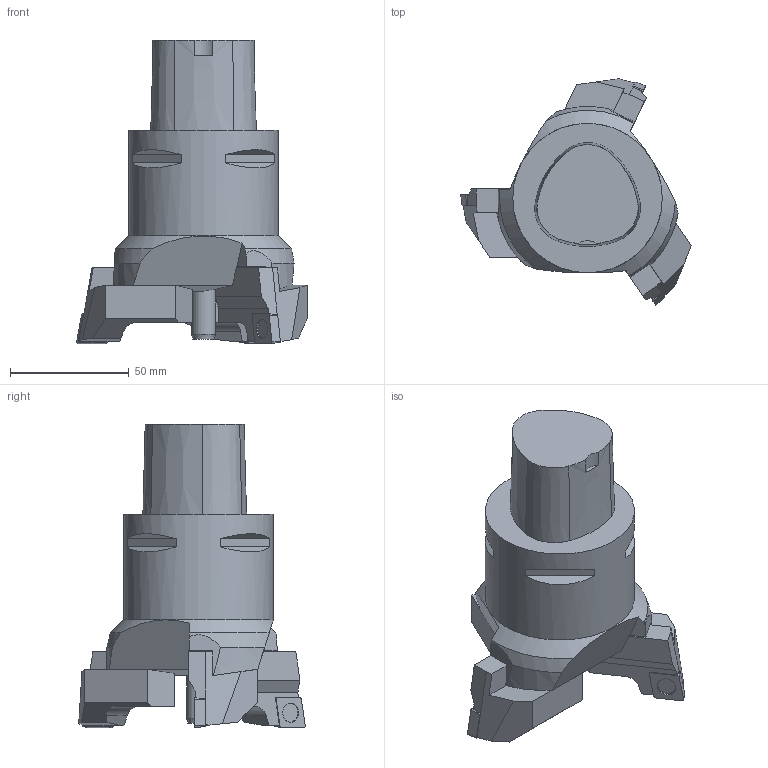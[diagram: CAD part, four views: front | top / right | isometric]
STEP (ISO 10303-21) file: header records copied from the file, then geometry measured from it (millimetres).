
FILE_DESCRIPTION(/* description */ (''),/* implementation_level */ '2;1');
FILE_NAME(/* name */ '1566376839774.stp',/* time_stamp */ '2019-08-21T10:40:46+02:00',/* author */ (''),/* organization */ ('SMS'),/* preprocessor_version */ 'ST-DEVELOPER v16.7',/* originating_system */ 'SIEMENS PLM Software NX 12.0',/* authorisation */ '');
FILE_SCHEMA (('AUTOMOTIVE_DESIGN { 1 0 10303 214 3 1 1 1 }'));
Length unit declared in the file: millimetre
Products named in the file (7): ASSEMBLY_CONSTRUCTION; IsoTurningInsert; 201898177mod000_00; 200956824mod000_01; 201081881mod000_01; 201081900mod000_01
Assembly tree (8 placements, depth 3):
  201081900mod000_01
    200956824mod000_01
    201081881mod000_01  x3
      201898177mod000_00
      IsoTurningInsert
      ASSEMBLY_CONSTRUCTION
    ASSEMBLY_CONSTRUCTION
Bounding box: 97.24 x 95.53 x 128 mm (x, y, z)
Volume: 324994.2 mm3; surface area: 46127.1 mm2
Topology: 7 solids, 7 shells, 175 faces, 452 edges, 325 vertices
Faces by surface type: plane 116, cone 29, cylinder 18, torus 12
Full cylindrical faces by diameter (mm): 5.5 x6, 10.011 x1, 63 x1
Entity records: 3162 total; most frequent: CARTESIAN_POINT 627, DIRECTION 501, ORIENTED_EDGE 438, EDGE_CURVE 219, AXIS2_PLACEMENT_3D 183, VERTEX_POINT 151, LINE 135, VECTOR 135
